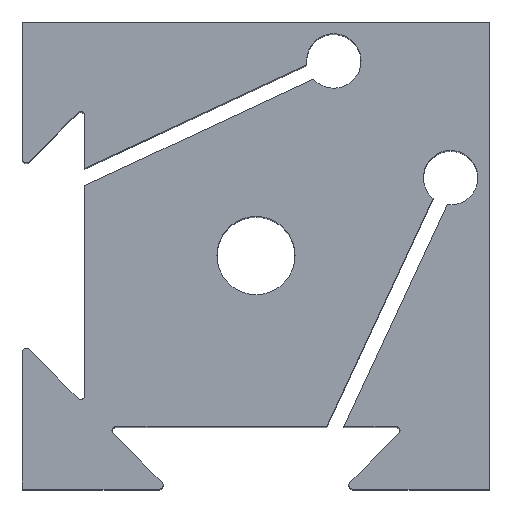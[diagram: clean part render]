
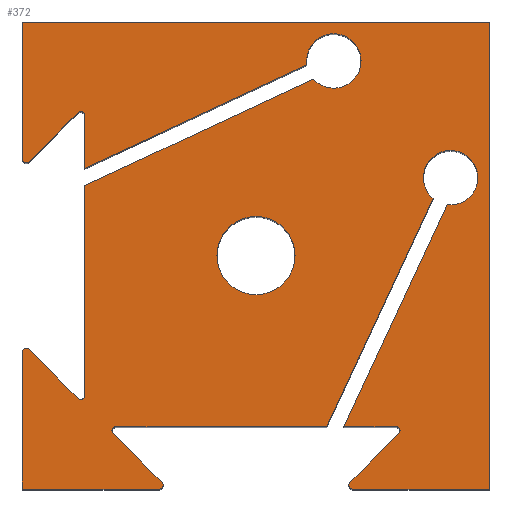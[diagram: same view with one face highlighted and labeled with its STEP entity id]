
A CAD part, top view. The second image highlights one B-rep face of the part: STEP entity #372.
In plain terms, the highlighted planar face has unit normal (0, 0, 1).
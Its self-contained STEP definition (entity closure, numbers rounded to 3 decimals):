
#24 = VERTEX_POINT('',#25);
#25 = CARTESIAN_POINT('',(-30.,12.414,70.));
#31 = EDGE_CURVE('',#24,#32,#34,.T.);
#32 = VERTEX_POINT('',#33);
#33 = CARTESIAN_POINT('',(-30.,30.,70.));
#34 = LINE('',#35,#36);
#35 = CARTESIAN_POINT('',(-30.,12.414,70.));
#36 = VECTOR('',#37,1.);
#37 = DIRECTION('',(0.,1.,0.));
#62 = EDGE_CURVE('',#24,#63,#65,.T.);
#63 = VERTEX_POINT('',#64);
#64 = CARTESIAN_POINT('',(-29.146,12.061,70.));
#65 = CIRCLE('',#66,0.5);
#66 = AXIS2_PLACEMENT_3D('',#67,#68,#69);
#67 = CARTESIAN_POINT('',(-29.5,12.414,70.));
#68 = DIRECTION('',(0.,0.,1.));
#69 = DIRECTION('',(1.,0.,0.));
#95 = EDGE_CURVE('',#32,#96,#98,.T.);
#96 = VERTEX_POINT('',#97);
#97 = CARTESIAN_POINT('',(30.,30.,70.));
#98 = LINE('',#99,#100);
#99 = CARTESIAN_POINT('',(-30.,30.,70.));
#100 = VECTOR('',#101,1.);
#101 = DIRECTION('',(1.,0.,0.));
#372 = ADVANCED_FACE('',(#373,#585),#596,.T.);
#373 = FACE_BOUND('',#374,.F.);
#374 = EDGE_LOOP('',(#375,#376,#377,#385,#393,#402,#410,#419,#427,#435,
    #444,#452,#460,#469,#477,#486,#494,#502,#511,#519,#528,#536,#544,
    #553,#561,#569,#578,#584));
#375 = ORIENTED_EDGE('',*,*,#31,.T.);
#376 = ORIENTED_EDGE('',*,*,#95,.T.);
#377 = ORIENTED_EDGE('',*,*,#378,.T.);
#378 = EDGE_CURVE('',#96,#379,#381,.T.);
#379 = VERTEX_POINT('',#380);
#380 = CARTESIAN_POINT('',(30.,-30.,70.));
#381 = LINE('',#382,#383);
#382 = CARTESIAN_POINT('',(30.,30.,70.));
#383 = VECTOR('',#384,1.);
#384 = DIRECTION('',(0.,-1.,0.));
#385 = ORIENTED_EDGE('',*,*,#386,.T.);
#386 = EDGE_CURVE('',#379,#387,#389,.T.);
#387 = VERTEX_POINT('',#388);
#388 = CARTESIAN_POINT('',(12.414,-30.,70.));
#389 = LINE('',#390,#391);
#390 = CARTESIAN_POINT('',(30.,-30.,70.));
#391 = VECTOR('',#392,1.);
#392 = DIRECTION('',(-1.,0.,0.));
#393 = ORIENTED_EDGE('',*,*,#394,.F.);
#394 = EDGE_CURVE('',#395,#387,#397,.T.);
#395 = VERTEX_POINT('',#396);
#396 = CARTESIAN_POINT('',(12.061,-29.146,70.));
#397 = CIRCLE('',#398,0.5);
#398 = AXIS2_PLACEMENT_3D('',#399,#400,#401);
#399 = CARTESIAN_POINT('',(12.414,-29.5,70.));
#400 = DIRECTION('',(0.,0.,1.));
#401 = DIRECTION('',(1.,0.,0.));
#402 = ORIENTED_EDGE('',*,*,#403,.F.);
#403 = EDGE_CURVE('',#404,#395,#406,.T.);
#404 = VERTEX_POINT('',#405);
#405 = CARTESIAN_POINT('',(18.354,-22.854,70.));
#406 = LINE('',#407,#408);
#407 = CARTESIAN_POINT('',(18.354,-22.854,70.));
#408 = VECTOR('',#409,1.);
#409 = DIRECTION('',(-0.707,-0.707,0.));
#410 = ORIENTED_EDGE('',*,*,#411,.T.);
#411 = EDGE_CURVE('',#404,#412,#414,.T.);
#412 = VERTEX_POINT('',#413);
#413 = CARTESIAN_POINT('',(18.,-22.,70.));
#414 = CIRCLE('',#415,0.5);
#415 = AXIS2_PLACEMENT_3D('',#416,#417,#418);
#416 = CARTESIAN_POINT('',(18.,-22.5,70.));
#417 = DIRECTION('',(0.,0.,1.));
#418 = DIRECTION('',(1.,0.,0.));
#419 = ORIENTED_EDGE('',*,*,#420,.F.);
#420 = EDGE_CURVE('',#421,#412,#423,.T.);
#421 = VERTEX_POINT('',#422);
#422 = CARTESIAN_POINT('',(11.284,-22.,70.));
#423 = LINE('',#424,#425);
#424 = CARTESIAN_POINT('',(11.284,-22.,70.));
#425 = VECTOR('',#426,1.);
#426 = DIRECTION('',(1.,0.,0.));
#427 = ORIENTED_EDGE('',*,*,#428,.F.);
#428 = EDGE_CURVE('',#429,#421,#431,.T.);
#429 = VERTEX_POINT('',#430);
#430 = CARTESIAN_POINT('',(24.585,6.525,70.));
#431 = LINE('',#432,#433);
#432 = CARTESIAN_POINT('',(24.585,6.525,70.));
#433 = VECTOR('',#434,1.);
#434 = DIRECTION('',(-0.423,-0.906,0.));
#435 = ORIENTED_EDGE('',*,*,#436,.T.);
#436 = EDGE_CURVE('',#429,#437,#439,.T.);
#437 = VERTEX_POINT('',#438);
#438 = CARTESIAN_POINT('',(22.75,7.319,70.));
#439 = CIRCLE('',#440,3.5);
#440 = AXIS2_PLACEMENT_3D('',#441,#442,#443);
#441 = CARTESIAN_POINT('',(25.,10.,70.));
#442 = DIRECTION('',(0.,0.,1.));
#443 = DIRECTION('',(1.,0.,0.));
#444 = ORIENTED_EDGE('',*,*,#445,.T.);
#445 = EDGE_CURVE('',#437,#446,#448,.T.);
#446 = VERTEX_POINT('',#447);
#447 = CARTESIAN_POINT('',(9.078,-22.,70.));
#448 = LINE('',#449,#450);
#449 = CARTESIAN_POINT('',(22.75,7.319,70.));
#450 = VECTOR('',#451,1.);
#451 = DIRECTION('',(-0.423,-0.906,0.));
#452 = ORIENTED_EDGE('',*,*,#453,.F.);
#453 = EDGE_CURVE('',#454,#446,#456,.T.);
#454 = VERTEX_POINT('',#455);
#455 = CARTESIAN_POINT('',(-18.,-22.,70.));
#456 = LINE('',#457,#458);
#457 = CARTESIAN_POINT('',(-18.,-22.,70.));
#458 = VECTOR('',#459,1.);
#459 = DIRECTION('',(1.,0.,0.));
#460 = ORIENTED_EDGE('',*,*,#461,.T.);
#461 = EDGE_CURVE('',#454,#462,#464,.T.);
#462 = VERTEX_POINT('',#463);
#463 = CARTESIAN_POINT('',(-18.354,-22.854,70.));
#464 = CIRCLE('',#465,0.5);
#465 = AXIS2_PLACEMENT_3D('',#466,#467,#468);
#466 = CARTESIAN_POINT('',(-18.,-22.5,70.));
#467 = DIRECTION('',(0.,0.,1.));
#468 = DIRECTION('',(1.,0.,0.));
#469 = ORIENTED_EDGE('',*,*,#470,.T.);
#470 = EDGE_CURVE('',#462,#471,#473,.T.);
#471 = VERTEX_POINT('',#472);
#472 = CARTESIAN_POINT('',(-12.061,-29.146,70.));
#473 = LINE('',#474,#475);
#474 = CARTESIAN_POINT('',(-18.354,-22.854,70.));
#475 = VECTOR('',#476,1.);
#476 = DIRECTION('',(0.707,-0.707,0.));
#477 = ORIENTED_EDGE('',*,*,#478,.F.);
#478 = EDGE_CURVE('',#479,#471,#481,.T.);
#479 = VERTEX_POINT('',#480);
#480 = CARTESIAN_POINT('',(-12.414,-30.,70.));
#481 = CIRCLE('',#482,0.5);
#482 = AXIS2_PLACEMENT_3D('',#483,#484,#485);
#483 = CARTESIAN_POINT('',(-12.414,-29.5,70.));
#484 = DIRECTION('',(0.,0.,1.));
#485 = DIRECTION('',(1.,0.,0.));
#486 = ORIENTED_EDGE('',*,*,#487,.T.);
#487 = EDGE_CURVE('',#479,#488,#490,.T.);
#488 = VERTEX_POINT('',#489);
#489 = CARTESIAN_POINT('',(-30.,-30.,70.));
#490 = LINE('',#491,#492);
#491 = CARTESIAN_POINT('',(-12.414,-30.,70.));
#492 = VECTOR('',#493,1.);
#493 = DIRECTION('',(-1.,0.,0.));
#494 = ORIENTED_EDGE('',*,*,#495,.T.);
#495 = EDGE_CURVE('',#488,#496,#498,.T.);
#496 = VERTEX_POINT('',#497);
#497 = CARTESIAN_POINT('',(-30.,-12.414,70.));
#498 = LINE('',#499,#500);
#499 = CARTESIAN_POINT('',(-30.,-30.,70.));
#500 = VECTOR('',#501,1.);
#501 = DIRECTION('',(0.,1.,0.));
#502 = ORIENTED_EDGE('',*,*,#503,.F.);
#503 = EDGE_CURVE('',#504,#496,#506,.T.);
#504 = VERTEX_POINT('',#505);
#505 = CARTESIAN_POINT('',(-29.146,-12.061,70.));
#506 = CIRCLE('',#507,0.5);
#507 = AXIS2_PLACEMENT_3D('',#508,#509,#510);
#508 = CARTESIAN_POINT('',(-29.5,-12.414,70.));
#509 = DIRECTION('',(0.,0.,1.));
#510 = DIRECTION('',(1.,0.,0.));
#511 = ORIENTED_EDGE('',*,*,#512,.F.);
#512 = EDGE_CURVE('',#513,#504,#515,.T.);
#513 = VERTEX_POINT('',#514);
#514 = CARTESIAN_POINT('',(-22.854,-18.354,70.));
#515 = LINE('',#516,#517);
#516 = CARTESIAN_POINT('',(-22.854,-18.354,70.));
#517 = VECTOR('',#518,1.);
#518 = DIRECTION('',(-0.707,0.707,0.));
#519 = ORIENTED_EDGE('',*,*,#520,.T.);
#520 = EDGE_CURVE('',#513,#521,#523,.T.);
#521 = VERTEX_POINT('',#522);
#522 = CARTESIAN_POINT('',(-22.,-18.,70.));
#523 = CIRCLE('',#524,0.5);
#524 = AXIS2_PLACEMENT_3D('',#525,#526,#527);
#525 = CARTESIAN_POINT('',(-22.5,-18.,70.));
#526 = DIRECTION('',(0.,0.,1.));
#527 = DIRECTION('',(1.,0.,0.));
#528 = ORIENTED_EDGE('',*,*,#529,.F.);
#529 = EDGE_CURVE('',#530,#521,#532,.T.);
#530 = VERTEX_POINT('',#531);
#531 = CARTESIAN_POINT('',(-22.,8.975,70.));
#532 = LINE('',#533,#534);
#533 = CARTESIAN_POINT('',(-22.,8.975,70.));
#534 = VECTOR('',#535,1.);
#535 = DIRECTION('',(0.,-1.,0.));
#536 = ORIENTED_EDGE('',*,*,#537,.F.);
#537 = EDGE_CURVE('',#538,#530,#540,.T.);
#538 = VERTEX_POINT('',#539);
#539 = CARTESIAN_POINT('',(7.383,22.676,70.));
#540 = LINE('',#541,#542);
#541 = CARTESIAN_POINT('',(7.383,22.676,70.));
#542 = VECTOR('',#543,1.);
#543 = DIRECTION('',(-0.906,-0.423,0.));
#544 = ORIENTED_EDGE('',*,*,#545,.T.);
#545 = EDGE_CURVE('',#538,#546,#548,.T.);
#546 = VERTEX_POINT('',#547);
#547 = CARTESIAN_POINT('',(6.538,24.489,70.));
#548 = CIRCLE('',#549,3.5);
#549 = AXIS2_PLACEMENT_3D('',#550,#551,#552);
#550 = CARTESIAN_POINT('',(10.,25.,70.));
#551 = DIRECTION('',(0.,0.,1.));
#552 = DIRECTION('',(1.,0.,0.));
#553 = ORIENTED_EDGE('',*,*,#554,.T.);
#554 = EDGE_CURVE('',#546,#555,#557,.T.);
#555 = VERTEX_POINT('',#556);
#556 = CARTESIAN_POINT('',(-22.,11.182,70.));
#557 = LINE('',#558,#559);
#558 = CARTESIAN_POINT('',(6.538,24.489,70.));
#559 = VECTOR('',#560,1.);
#560 = DIRECTION('',(-0.906,-0.423,0.));
#561 = ORIENTED_EDGE('',*,*,#562,.F.);
#562 = EDGE_CURVE('',#563,#555,#565,.T.);
#563 = VERTEX_POINT('',#564);
#564 = CARTESIAN_POINT('',(-22.,18.,70.));
#565 = LINE('',#566,#567);
#566 = CARTESIAN_POINT('',(-22.,18.,70.));
#567 = VECTOR('',#568,1.);
#568 = DIRECTION('',(0.,-1.,0.));
#569 = ORIENTED_EDGE('',*,*,#570,.T.);
#570 = EDGE_CURVE('',#563,#571,#573,.T.);
#571 = VERTEX_POINT('',#572);
#572 = CARTESIAN_POINT('',(-22.854,18.354,70.));
#573 = CIRCLE('',#574,0.5);
#574 = AXIS2_PLACEMENT_3D('',#575,#576,#577);
#575 = CARTESIAN_POINT('',(-22.5,18.,70.));
#576 = DIRECTION('',(0.,0.,1.));
#577 = DIRECTION('',(1.,0.,0.));
#578 = ORIENTED_EDGE('',*,*,#579,.F.);
#579 = EDGE_CURVE('',#63,#571,#580,.T.);
#580 = LINE('',#581,#582);
#581 = CARTESIAN_POINT('',(-29.146,12.061,70.));
#582 = VECTOR('',#583,1.);
#583 = DIRECTION('',(0.707,0.707,0.));
#584 = ORIENTED_EDGE('',*,*,#62,.F.);
#585 = FACE_BOUND('',#586,.F.);
#586 = EDGE_LOOP('',(#587));
#587 = ORIENTED_EDGE('',*,*,#588,.T.);
#588 = EDGE_CURVE('',#589,#589,#591,.T.);
#589 = VERTEX_POINT('',#590);
#590 = CARTESIAN_POINT('',(5.02,0.,70.));
#591 = CIRCLE('',#592,5.02);
#592 = AXIS2_PLACEMENT_3D('',#593,#594,#595);
#593 = CARTESIAN_POINT('',(0.,0.,70.));
#594 = DIRECTION('',(0.,0.,1.));
#595 = DIRECTION('',(1.,0.,0.));
#596 = PLANE('',#597);
#597 = AXIS2_PLACEMENT_3D('',#598,#599,#600);
#598 = CARTESIAN_POINT('',(1.221,1.211,70.));
#599 = DIRECTION('',(0.,0.,1.));
#600 = DIRECTION('',(1.,0.,0.));
